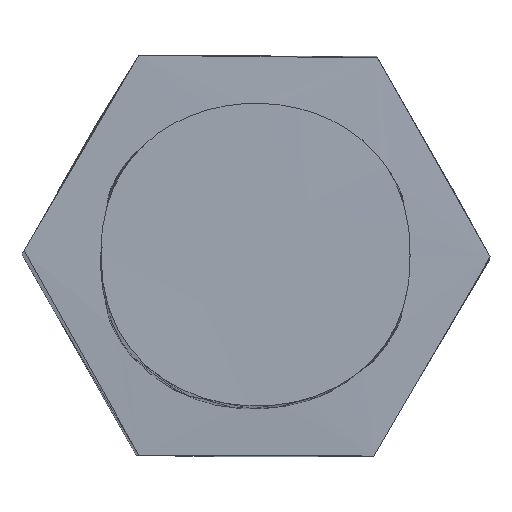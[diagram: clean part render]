
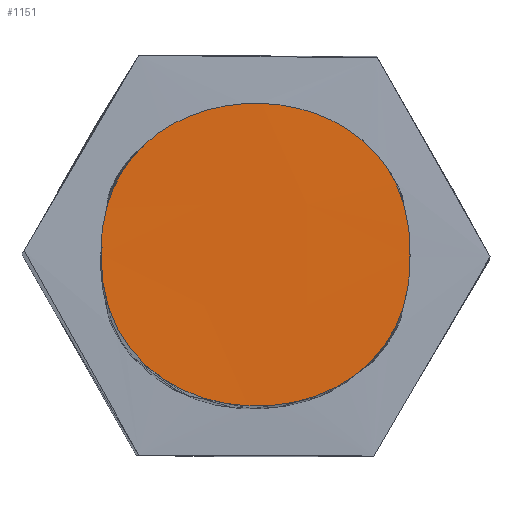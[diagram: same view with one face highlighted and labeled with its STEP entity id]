
A CAD part, top view. The second image highlights one B-rep face of the part: STEP entity #1151.
In plain terms, the highlighted free-form (B-spline) face has degree [3, 3] with [4, 4] control points.
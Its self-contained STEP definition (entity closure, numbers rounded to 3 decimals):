
#928 = B_SPLINE_SURFACE_WITH_KNOTS('',3,3,(
    (#929,#930,#931,#932)
    ,(#933,#934,#935,#936)
    ,(#937,#938,#939,#940)
    ,(#941,#942,#943,#944
    )),.UNSPECIFIED.,.F.,.F.,.F.,(4,4),(4,4),(0.,1.),(0.,1.),
  .PIECEWISE_BEZIER_KNOTS.);
#929 = CARTESIAN_POINT('',(-0.207,-0.001,
    0.37));
#930 = CARTESIAN_POINT('',(-0.206,-0.002,
    0.58));
#931 = CARTESIAN_POINT('',(-0.205,-0.003,
    0.786));
#932 = CARTESIAN_POINT('',(-0.204,-0.003,
    0.996));
#933 = CARTESIAN_POINT('',(-0.214,-0.268,0.371
    ));
#934 = CARTESIAN_POINT('',(-0.213,-0.271,0.581
    ));
#935 = CARTESIAN_POINT('',(-0.211,-0.27,
    0.789));
#936 = CARTESIAN_POINT('',(-0.211,-0.272,
    0.997));
#937 = CARTESIAN_POINT('',(0.21,-0.273,0.371
    ));
#938 = CARTESIAN_POINT('',(0.211,-0.271,0.577
    ));
#939 = CARTESIAN_POINT('',(0.208,-0.27,0.787)
  );
#940 = CARTESIAN_POINT('',(0.212,-0.271,0.997
    ));
#941 = CARTESIAN_POINT('',(0.206,-0.002,
    0.371));
#942 = CARTESIAN_POINT('',(0.206,-0.006,
    0.579));
#943 = CARTESIAN_POINT('',(0.207,-0.005,
    0.79));
#944 = CARTESIAN_POINT('',(0.207,-0.004,
    0.995));
#967 = B_SPLINE_SURFACE_WITH_KNOTS('',3,3,(
    (#968,#969,#970,#971)
    ,(#972,#973,#974,#975)
    ,(#976,#977,#978,#979)
    ,(#980,#981,#982,#983
    )),.UNSPECIFIED.,.F.,.F.,.F.,(4,4),(4,4),(0.,1.),(0.,1.),
  .PIECEWISE_BEZIER_KNOTS.);
#968 = CARTESIAN_POINT('',(0.208,-0.001,
    0.371));
#969 = CARTESIAN_POINT('',(0.209,-0.004,
    0.582));
#970 = CARTESIAN_POINT('',(0.211,-0.001,
    0.787));
#971 = CARTESIAN_POINT('',(0.209,-0.007,
    0.997));
#972 = CARTESIAN_POINT('',(0.211,0.262,0.372)
  );
#973 = CARTESIAN_POINT('',(0.21,0.261,0.576)
  );
#974 = CARTESIAN_POINT('',(0.206,0.257,0.792)
  );
#975 = CARTESIAN_POINT('',(0.213,0.264,0.994)
  );
#976 = CARTESIAN_POINT('',(-0.213,0.266,0.371
    ));
#977 = CARTESIAN_POINT('',(-0.209,0.259,0.582)
  );
#978 = CARTESIAN_POINT('',(-0.204,0.264,0.783
    ));
#979 = CARTESIAN_POINT('',(-0.213,0.263,0.999
    ));
#980 = CARTESIAN_POINT('',(-0.206,-0.003,
    0.37));
#981 = CARTESIAN_POINT('',(-0.209,0.,
    0.578));
#982 = CARTESIAN_POINT('',(-0.207,-0.004,
    0.788));
#983 = CARTESIAN_POINT('',(-0.206,-0.006,
    0.994));
#998 = VERTEX_POINT('',#999);
#999 = CARTESIAN_POINT('',(-0.203,-0.002,
    0.996));
#1022 = EDGE_CURVE('',#1023,#998,#1025,.T.);
#1023 = VERTEX_POINT('',#1024);
#1024 = CARTESIAN_POINT('',(0.205,-0.003,
    0.996));
#1025 = SURFACE_CURVE('',#1026,(#1031,#1041),.PCURVE_S1.);
#1026 = B_SPLINE_CURVE_WITH_KNOTS('',3,(#1027,#1028,#1029,#1030),
  .UNSPECIFIED.,.F.,.F.,(4,4),(0.,1.),.PIECEWISE_BEZIER_KNOTS.);
#1027 = CARTESIAN_POINT('',(0.205,-0.003,
    0.996));
#1028 = CARTESIAN_POINT('',(0.214,0.264,0.997
    ));
#1029 = CARTESIAN_POINT('',(-0.208,0.265,
    0.996));
#1030 = CARTESIAN_POINT('',(-0.203,-0.002,
    0.996));
#1031 = PCURVE('',#967,#1032);
#1032 = DEFINITIONAL_REPRESENTATION('',(#1033),#1040);
#1033 = B_SPLINE_CURVE_WITH_KNOTS('',5,(#1034,#1035,#1036,#1037,#1038,
    #1039),.UNSPECIFIED.,.F.,.F.,(6,6),(0.,1.),
  .PIECEWISE_BEZIER_KNOTS.);
#1034 = CARTESIAN_POINT('',(0.005,0.997));
#1035 = CARTESIAN_POINT('',(0.204,0.999));
#1036 = CARTESIAN_POINT('',(0.407,1.));
#1037 = CARTESIAN_POINT('',(0.583,1.001));
#1038 = CARTESIAN_POINT('',(0.794,1.002));
#1039 = CARTESIAN_POINT('',(0.995,1.004));
#1040 = ( GEOMETRIC_REPRESENTATION_CONTEXT(2) 
PARAMETRIC_REPRESENTATION_CONTEXT() REPRESENTATION_CONTEXT('2D SPACE',''
  ) );
#1041 = PCURVE('',#1042,#1059);
#1042 = B_SPLINE_SURFACE_WITH_KNOTS('',3,3,(
    (#1043,#1044,#1045,#1046)
    ,(#1047,#1048,#1049,#1050)
    ,(#1051,#1052,#1053,#1054)
    ,(#1055,#1056,#1057,#1058
    )),.UNSPECIFIED.,.F.,.F.,.F.,(4,4),(4,4),(0.,1.),(0.,1.),
  .PIECEWISE_BEZIER_KNOTS.);
#1043 = CARTESIAN_POINT('',(-0.219,-0.216,
    0.995));
#1044 = CARTESIAN_POINT('',(-0.22,-0.071,
    0.997));
#1045 = CARTESIAN_POINT('',(-0.22,0.07,
    0.997));
#1046 = CARTESIAN_POINT('',(-0.22,0.213,
    0.997));
#1047 = CARTESIAN_POINT('',(-0.079,-0.216,
    0.994));
#1048 = CARTESIAN_POINT('',(-0.077,-0.075,
    0.997));
#1049 = CARTESIAN_POINT('',(-0.077,0.071,
    0.994));
#1050 = CARTESIAN_POINT('',(-0.079,0.213,
    0.996));
#1051 = CARTESIAN_POINT('',(0.065,-0.215,
    0.995));
#1052 = CARTESIAN_POINT('',(0.065,-0.074,
    0.996));
#1053 = CARTESIAN_POINT('',(0.065,0.069,
    0.998));
#1054 = CARTESIAN_POINT('',(0.065,0.214,
    0.996));
#1055 = CARTESIAN_POINT('',(0.207,-0.217,0.995)
  );
#1056 = CARTESIAN_POINT('',(0.207,-0.072,
    0.998));
#1057 = CARTESIAN_POINT('',(0.208,0.07,
    0.998));
#1058 = CARTESIAN_POINT('',(0.207,0.214,0.997
    ));
#1059 = DEFINITIONAL_REPRESENTATION('',(#1060),#1065);
#1060 = B_SPLINE_CURVE_WITH_KNOTS('',3,(#1061,#1062,#1063,#1064),
  .UNSPECIFIED.,.F.,.F.,(4,4),(0.,1.),.PIECEWISE_BEZIER_KNOTS.);
#1061 = CARTESIAN_POINT('',(0.994,0.496));
#1062 = CARTESIAN_POINT('',(1.016,1.117));
#1063 = CARTESIAN_POINT('',(0.028,1.121));
#1064 = CARTESIAN_POINT('',(0.041,0.498));
#1065 = ( GEOMETRIC_REPRESENTATION_CONTEXT(2) 
PARAMETRIC_REPRESENTATION_CONTEXT() REPRESENTATION_CONTEXT('2D SPACE',''
  ) );
#1096 = EDGE_CURVE('',#998,#1023,#1097,.T.);
#1097 = SURFACE_CURVE('',#1098,(#1103,#1113),.PCURVE_S1.);
#1098 = B_SPLINE_CURVE_WITH_KNOTS('',3,(#1099,#1100,#1101,#1102),
  .UNSPECIFIED.,.F.,.F.,(4,4),(0.,1.),.PIECEWISE_BEZIER_KNOTS.);
#1099 = CARTESIAN_POINT('',(-0.203,-0.002,
    0.996));
#1100 = CARTESIAN_POINT('',(-0.206,-0.266,
    0.998));
#1101 = CARTESIAN_POINT('',(0.21,-0.269,
    0.994));
#1102 = CARTESIAN_POINT('',(0.205,-0.003,
    0.996));
#1103 = PCURVE('',#928,#1104);
#1104 = DEFINITIONAL_REPRESENTATION('',(#1105),#1112);
#1105 = B_SPLINE_CURVE_WITH_KNOTS('',5,(#1106,#1107,#1108,#1109,#1110,
    #1111),.UNSPECIFIED.,.F.,.F.,(6,6),(0.,1.),
  .PIECEWISE_BEZIER_KNOTS.);
#1106 = CARTESIAN_POINT('',(-0.001,1.));
#1107 = CARTESIAN_POINT('',(0.195,1.));
#1108 = CARTESIAN_POINT('',(0.409,1.));
#1109 = CARTESIAN_POINT('',(0.596,1.));
#1110 = CARTESIAN_POINT('',(0.803,1.));
#1111 = CARTESIAN_POINT('',(1.001,1.));
#1112 = ( GEOMETRIC_REPRESENTATION_CONTEXT(2) 
PARAMETRIC_REPRESENTATION_CONTEXT() REPRESENTATION_CONTEXT('2D SPACE',''
  ) );
#1113 = PCURVE('',#1042,#1114);
#1114 = DEFINITIONAL_REPRESENTATION('',(#1115),#1120);
#1115 = B_SPLINE_CURVE_WITH_KNOTS('',3,(#1116,#1117,#1118,#1119),
  .UNSPECIFIED.,.F.,.F.,(4,4),(0.,1.),.PIECEWISE_BEZIER_KNOTS.);
#1116 = CARTESIAN_POINT('',(0.041,0.498));
#1117 = CARTESIAN_POINT('',(0.031,-0.119));
#1118 = CARTESIAN_POINT('',(1.006,-0.122));
#1119 = CARTESIAN_POINT('',(0.994,0.496));
#1120 = ( GEOMETRIC_REPRESENTATION_CONTEXT(2) 
PARAMETRIC_REPRESENTATION_CONTEXT() REPRESENTATION_CONTEXT('2D SPACE',''
  ) );
#1151 = ADVANCED_FACE('',(#1152),#1042,.T.);
#1152 = FACE_BOUND('',#1153,.T.);
#1153 = EDGE_LOOP('',(#1154,#1155));
#1154 = ORIENTED_EDGE('',*,*,#1096,.T.);
#1155 = ORIENTED_EDGE('',*,*,#1022,.T.);
